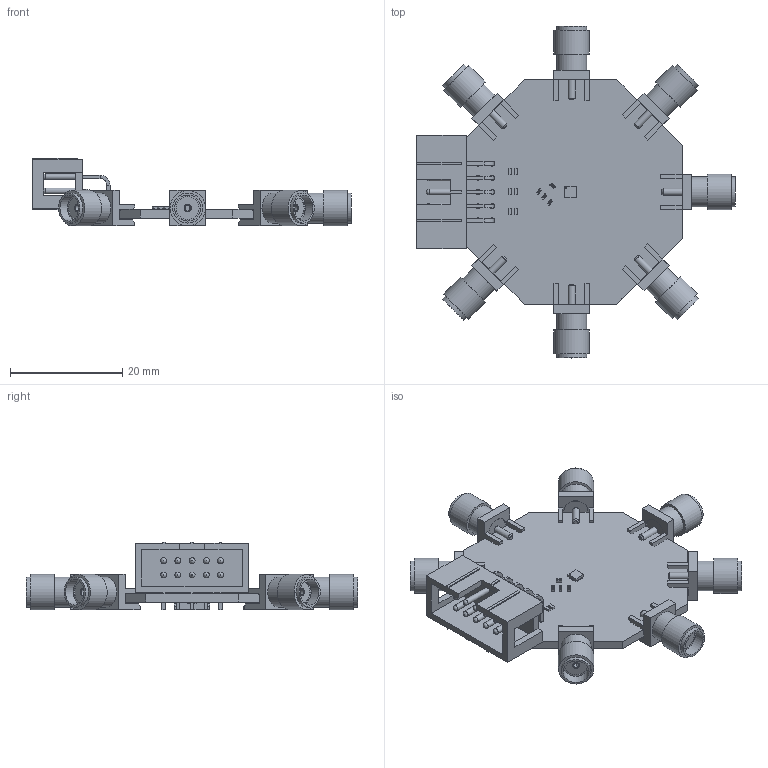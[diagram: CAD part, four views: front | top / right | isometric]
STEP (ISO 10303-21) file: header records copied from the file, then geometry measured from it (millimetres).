
FILE_DESCRIPTION(('Open CASCADE Model'),'2;1');
FILE_NAME('Open CASCADE Shape Model','2019-11-29T10:56:39',('Author'),( 'Open CASCADE'),'Open CASCADE STEP processor 6.8','Open CASCADE 6.8' ,'Unknown');
FILE_SCHEMA(('AUTOMOTIVE_DESIGN { 1 0 10303 214 1 1 1 1 }'));
Length unit declared in the file: millimetre
Products named in the file (24): PCB; Board; C1; capacitor_0402; C2; C3; C4; IC1; 914379016; Body; ThermalPin; PinsArrayLR; PinsArrayTB; R1; 914381328; Extruded; R2; R3; R4; R5; R6; Free-Models; SMA-J-P-H-ST-EM1; IDCSC10
Assembly tree (37 placements, depth 4):
  PCB
    Board
    C1
      capacitor_0402
    C2
      capacitor_0402
    C3
      capacitor_0402
    C4
      capacitor_0402
    IC1
      914379016
        Body
        ThermalPin
        PinsArrayLR
        PinsArrayTB
    R1
      914381328
        Extruded
    R2
      914381328
        Extruded
    R3
      914381328
        Extruded
    R4
      914381328
        Extruded
    R5
      914381328
        Extruded
    R6
      914381328
        Extruded
    Free-Models
      SMA-J-P-H-ST-EM1  x7
      IDCSC10
Bounding box: 56.92 x 59.25 x 12.1 mm (x, y, z)
Volume: 4536.2 mm3; surface area: 7446.4 mm2
Topology: 43 solids, 43 shells, 1169 faces, 2756 edges, 1756 vertices
Faces by surface type: plane 729, cylinder 219, bspline 204, revolution 10, cone 7
Full cylindrical faces by diameter (mm): 0.25 x1, 0.9 x10, 1.05 x10, 1.27 x14, 4.1 x7, 4.25 x7, 4.63 x7, 5.35 x14, 6.33 x7
Entity records: 19564 total; most frequent: CARTESIAN_POINT 4804, ORIENTED_EDGE 2286, DIRECTION 2182, EDGE_CURVE 1143, LINE 832, VECTOR 832, VERTEX_POINT 726, AXIS2_PLACEMENT_3D 670
